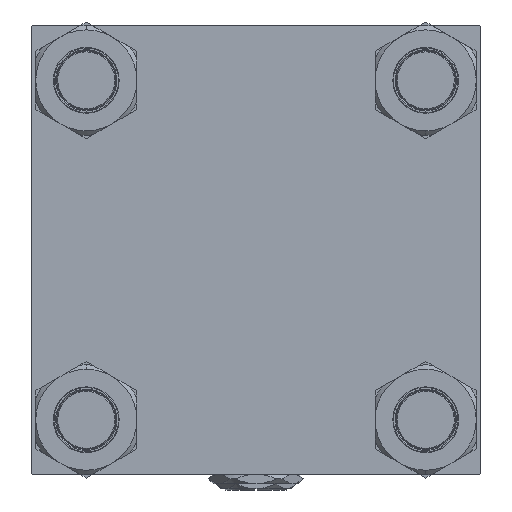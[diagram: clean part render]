
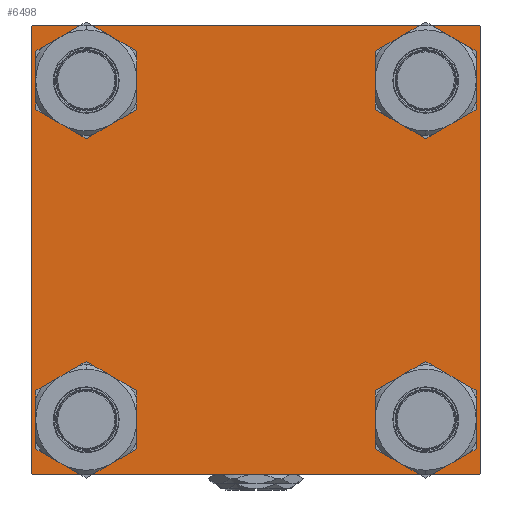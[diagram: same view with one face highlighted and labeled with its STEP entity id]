
A CAD part, left-side view. The second image highlights one B-rep face of the part: STEP entity #6498.
In plain terms, the highlighted planar face has unit normal (-1, 0, 0).
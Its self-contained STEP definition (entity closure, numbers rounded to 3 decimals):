
#64 = CIRCLE ( 'NONE', #40062, 14. ) ;
#286 = ORIENTED_EDGE ( 'NONE', *, *, #7560, .T. ) ;
#1864 = EDGE_CURVE ( 'NONE', #30560, #40142, #34729, .T. ) ;
#1918 = ORIENTED_EDGE ( 'NONE', *, *, #13589, .T. ) ;
#2175 = ORIENTED_EDGE ( 'NONE', *, *, #27689, .T. ) ;
#2477 = DIRECTION ( 'NONE',  ( 0., 0.707, -0.707 ) ) ;
#2589 = EDGE_CURVE ( 'NONE', #5582, #28722, #64, .T. ) ;
#3710 = ORIENTED_EDGE ( 'NONE', *, *, #21755, .F. ) ;
#4217 = CARTESIAN_POINT ( 'NONE',  ( 0., -77.45, 63.45 ) ) ;
#4320 = CIRCLE ( 'NONE', #17053, 14. ) ;
#4434 = ORIENTED_EDGE ( 'NONE', *, *, #35858, .T. ) ;
#5231 = AXIS2_PLACEMENT_3D ( 'NONE', #42925, #50676, #50933 ) ;
#5582 = VERTEX_POINT ( 'NONE', #12769 ) ;
#6498 = ADVANCED_FACE ( 'NONE', ( #15714, #6938, #51710, #31451, #15181 ), #43970, .T. ) ;
#6938 = FACE_BOUND ( 'NONE', #48179, .T. ) ;
#7072 = LINE ( 'NONE', #23337, #10991 ) ;
#7141 = EDGE_CURVE ( 'NONE', #18291, #46375, #11404, .T. ) ;
#7436 = ORIENTED_EDGE ( 'NONE', *, *, #34206, .T. ) ;
#7560 = EDGE_CURVE ( 'NONE', #52590, #22376, #46931, .T. ) ;
#7603 = CARTESIAN_POINT ( 'NONE',  ( 0., 77.45, 77.45 ) ) ;
#7650 = VECTOR ( 'NONE', #10801, 1000. ) ;
#7684 = AXIS2_PLACEMENT_3D ( 'NONE', #36755, #41264, #49010 ) ;
#7861 = DIRECTION ( 'NONE',  ( 0., -0.707, 0.707 ) ) ;
#7957 = CARTESIAN_POINT ( 'NONE',  ( 0., -102., 102.5 ) ) ;
#9218 = VERTEX_POINT ( 'NONE', #4217 ) ;
#9829 = DIRECTION ( 'NONE',  ( 0., 0., -1. ) ) ;
#10369 = DIRECTION ( 'NONE',  ( 0., 0., 1. ) ) ;
#10546 = CARTESIAN_POINT ( 'NONE',  ( 0., 102., 102.5 ) ) ;
#10667 = DIRECTION ( 'NONE',  ( 1., 0., 0. ) ) ;
#10672 = CARTESIAN_POINT ( 'NONE',  ( 0., -102.5, -102. ) ) ;
#10741 = LINE ( 'NONE', #19284, #36625 ) ;
#10801 = DIRECTION ( 'NONE',  ( 0., -1., 0. ) ) ;
#10867 = CARTESIAN_POINT ( 'NONE',  ( 0., 102.5, 102.5 ) ) ;
#10918 = DIRECTION ( 'NONE',  ( 0., 0., 1. ) ) ;
#10976 = CARTESIAN_POINT ( 'NONE',  ( 0., 102.5, -102. ) ) ;
#10991 = VECTOR ( 'NONE', #7861, 1000. ) ;
#11404 = LINE ( 'NONE', #10867, #24779 ) ;
#11464 = EDGE_CURVE ( 'NONE', #9218, #41618, #45389, .T. ) ;
#11943 = CIRCLE ( 'NONE', #7684, 14. ) ;
#12769 = CARTESIAN_POINT ( 'NONE',  ( 0., 77.45, 63.45 ) ) ;
#13160 = EDGE_CURVE ( 'NONE', #51333, #30560, #50056, .T. ) ;
#13194 = ORIENTED_EDGE ( 'NONE', *, *, #7141, .F. ) ;
#13441 = EDGE_LOOP ( 'NONE', ( #15793, #24559, #33041, #51343, #3710, #30043, #13194, #7436 ) ) ;
#13589 = EDGE_CURVE ( 'NONE', #28722, #5582, #43732, .T. ) ;
#14537 = AXIS2_PLACEMENT_3D ( 'NONE', #47713, #19198, #22668 ) ;
#14709 = CARTESIAN_POINT ( 'NONE',  ( 0., 77.45, 91.45 ) ) ;
#15031 = DIRECTION ( 'NONE',  ( 1., 0., 0. ) ) ;
#15181 = FACE_OUTER_BOUND ( 'NONE', #13441, .T. ) ;
#15568 = EDGE_LOOP ( 'NONE', ( #40727, #51177 ) ) ;
#15714 = FACE_BOUND ( 'NONE', #15568, .T. ) ;
#15793 = ORIENTED_EDGE ( 'NONE', *, *, #13160, .T. ) ;
#17053 = AXIS2_PLACEMENT_3D ( 'NONE', #50892, #46889, #10369 ) ;
#17248 = ORIENTED_EDGE ( 'NONE', *, *, #38527, .T. ) ;
#17348 = VERTEX_POINT ( 'NONE', #51417 ) ;
#17881 = DIRECTION ( 'NONE',  ( 0., 0., 1. ) ) ;
#18291 = VERTEX_POINT ( 'NONE', #10546 ) ;
#18754 = EDGE_LOOP ( 'NONE', ( #286, #2175 ) ) ;
#18975 = EDGE_CURVE ( 'NONE', #39994, #46375, #25005, .T. ) ;
#19198 = DIRECTION ( 'NONE',  ( -1., 0., 0. ) ) ;
#19284 = CARTESIAN_POINT ( 'NONE',  ( 0., 102.25, 102.25 ) ) ;
#20294 = ORIENTED_EDGE ( 'NONE', *, *, #2589, .T. ) ;
#20673 = CARTESIAN_POINT ( 'NONE',  ( 0., 102.5, 102. ) ) ;
#21010 = CARTESIAN_POINT ( 'NONE',  ( 0., -102.25, 102.25 ) ) ;
#21065 = AXIS2_PLACEMENT_3D ( 'NONE', #39825, #15031, #35829 ) ;
#21262 = DIRECTION ( 'NONE',  ( 0., 0.707, 0.707 ) ) ;
#21445 = CARTESIAN_POINT ( 'NONE',  ( 0., 102.25, -102.25 ) ) ;
#21462 = EDGE_CURVE ( 'NONE', #41618, #9218, #49040, .T. ) ;
#21755 = EDGE_CURVE ( 'NONE', #39994, #45192, #34080, .T. ) ;
#22330 = CARTESIAN_POINT ( 'NONE',  ( 0., 102.5, 102.5 ) ) ;
#22376 = VERTEX_POINT ( 'NONE', #30211 ) ;
#22547 = CARTESIAN_POINT ( 'NONE',  ( 0., 102.5, -102.5 ) ) ;
#22668 = DIRECTION ( 'NONE',  ( 0., 0., 1. ) ) ;
#23337 = CARTESIAN_POINT ( 'NONE',  ( 0., -102.25, -102.25 ) ) ;
#24137 = DIRECTION ( 'NONE',  ( 0., 0., 1. ) ) ;
#24315 = CARTESIAN_POINT ( 'NONE',  ( 0., 77.45, 77.45 ) ) ;
#24559 = ORIENTED_EDGE ( 'NONE', *, *, #1864, .T. ) ;
#24779 = VECTOR ( 'NONE', #39919, 1000. ) ;
#25005 = LINE ( 'NONE', #21010, #45539 ) ;
#25335 = CARTESIAN_POINT ( 'NONE',  ( 0., -102., -102.5 ) ) ;
#25938 = DIRECTION ( 'NONE',  ( 0., -0.707, -0.707 ) ) ;
#26877 = CARTESIAN_POINT ( 'NONE',  ( 0., 102., -102.5 ) ) ;
#27689 = EDGE_CURVE ( 'NONE', #22376, #52590, #28693, .T. ) ;
#27844 = LINE ( 'NONE', #22547, #7650 ) ;
#28051 = VERTEX_POINT ( 'NONE', #25335 ) ;
#28268 = CARTESIAN_POINT ( 'NONE',  ( 0., -102.5, 102. ) ) ;
#28693 = CIRCLE ( 'NONE', #21065, 14. ) ;
#28722 = VERTEX_POINT ( 'NONE', #14709 ) ;
#30043 = ORIENTED_EDGE ( 'NONE', *, *, #18975, .T. ) ;
#30211 = CARTESIAN_POINT ( 'NONE',  ( 0., 77.45, -91.45 ) ) ;
#30560 = VERTEX_POINT ( 'NONE', #10976 ) ;
#31167 = VECTOR ( 'NONE', #9829, 1000. ) ;
#31451 = FACE_BOUND ( 'NONE', #51446, .T. ) ;
#32724 = AXIS2_PLACEMENT_3D ( 'NONE', #24315, #37111, #49099 ) ;
#32862 = AXIS2_PLACEMENT_3D ( 'NONE', #47187, #10667, #17881 ) ;
#33041 = ORIENTED_EDGE ( 'NONE', *, *, #52309, .T. ) ;
#34080 = LINE ( 'NONE', #46341, #31167 ) ;
#34206 = EDGE_CURVE ( 'NONE', #18291, #51333, #10741, .T. ) ;
#34729 = LINE ( 'NONE', #21445, #40871 ) ;
#35829 = DIRECTION ( 'NONE',  ( 0., 0., 1. ) ) ;
#35858 = EDGE_CURVE ( 'NONE', #17348, #40603, #4320, .T. ) ;
#36625 = VECTOR ( 'NONE', #2477, 1000. ) ;
#36755 = CARTESIAN_POINT ( 'NONE',  ( 0., -77.45, -77.45 ) ) ;
#37111 = DIRECTION ( 'NONE',  ( 1., 0., 0. ) ) ;
#38527 = EDGE_CURVE ( 'NONE', #40603, #17348, #11943, .T. ) ;
#39478 = VECTOR ( 'NONE', #50324, 1000. ) ;
#39819 = CARTESIAN_POINT ( 'NONE',  ( 0., -77.45, -91.45 ) ) ;
#39825 = CARTESIAN_POINT ( 'NONE',  ( 0., 77.45, -77.45 ) ) ;
#39919 = DIRECTION ( 'NONE',  ( 0., -1., 0. ) ) ;
#39994 = VERTEX_POINT ( 'NONE', #28268 ) ;
#40062 = AXIS2_PLACEMENT_3D ( 'NONE', #7603, #40131, #24137 ) ;
#40131 = DIRECTION ( 'NONE',  ( 1., 0., 0. ) ) ;
#40142 = VERTEX_POINT ( 'NONE', #26877 ) ;
#40603 = VERTEX_POINT ( 'NONE', #39819 ) ;
#40727 = ORIENTED_EDGE ( 'NONE', *, *, #21462, .T. ) ;
#40871 = VECTOR ( 'NONE', #25938, 1000. ) ;
#41264 = DIRECTION ( 'NONE',  ( 1., 0., 0. ) ) ;
#41618 = VERTEX_POINT ( 'NONE', #43290 ) ;
#42816 = AXIS2_PLACEMENT_3D ( 'NONE', #43701, #51701, #10918 ) ;
#42925 = CARTESIAN_POINT ( 'NONE',  ( 0., 77.45, -77.45 ) ) ;
#43290 = CARTESIAN_POINT ( 'NONE',  ( 0., -77.45, 91.45 ) ) ;
#43701 = CARTESIAN_POINT ( 'NONE',  ( 0., -77.45, 77.45 ) ) ;
#43732 = CIRCLE ( 'NONE', #32724, 14. ) ;
#43970 = PLANE ( 'NONE',  #14537 ) ;
#45192 = VERTEX_POINT ( 'NONE', #10672 ) ;
#45389 = CIRCLE ( 'NONE', #42816, 14. ) ;
#45539 = VECTOR ( 'NONE', #21262, 1000. ) ;
#46341 = CARTESIAN_POINT ( 'NONE',  ( 0., -102.5, 102.5 ) ) ;
#46375 = VERTEX_POINT ( 'NONE', #7957 ) ;
#46401 = CARTESIAN_POINT ( 'NONE',  ( 0., 77.45, -63.45 ) ) ;
#46889 = DIRECTION ( 'NONE',  ( 1., 0., 0. ) ) ;
#46931 = CIRCLE ( 'NONE', #5231, 14. ) ;
#47187 = CARTESIAN_POINT ( 'NONE',  ( 0., -77.45, 77.45 ) ) ;
#47713 = CARTESIAN_POINT ( 'NONE',  ( 0., 0., 0. ) ) ;
#48179 = EDGE_LOOP ( 'NONE', ( #4434, #17248 ) ) ;
#49010 = DIRECTION ( 'NONE',  ( 0., 0., 1. ) ) ;
#49040 = CIRCLE ( 'NONE', #32862, 14. ) ;
#49099 = DIRECTION ( 'NONE',  ( 0., 0., 1. ) ) ;
#50056 = LINE ( 'NONE', #22330, #39478 ) ;
#50324 = DIRECTION ( 'NONE',  ( 0., 0., -1. ) ) ;
#50676 = DIRECTION ( 'NONE',  ( 1., 0., 0. ) ) ;
#50892 = CARTESIAN_POINT ( 'NONE',  ( 0., -77.45, -77.45 ) ) ;
#50933 = DIRECTION ( 'NONE',  ( 0., 0., 1. ) ) ;
#51177 = ORIENTED_EDGE ( 'NONE', *, *, #11464, .T. ) ;
#51332 = EDGE_CURVE ( 'NONE', #28051, #45192, #7072, .T. ) ;
#51333 = VERTEX_POINT ( 'NONE', #20673 ) ;
#51343 = ORIENTED_EDGE ( 'NONE', *, *, #51332, .T. ) ;
#51417 = CARTESIAN_POINT ( 'NONE',  ( 0., -77.45, -63.45 ) ) ;
#51446 = EDGE_LOOP ( 'NONE', ( #1918, #20294 ) ) ;
#51701 = DIRECTION ( 'NONE',  ( 1., 0., 0. ) ) ;
#51710 = FACE_BOUND ( 'NONE', #18754, .T. ) ;
#52309 = EDGE_CURVE ( 'NONE', #40142, #28051, #27844, .T. ) ;
#52590 = VERTEX_POINT ( 'NONE', #46401 ) ;
